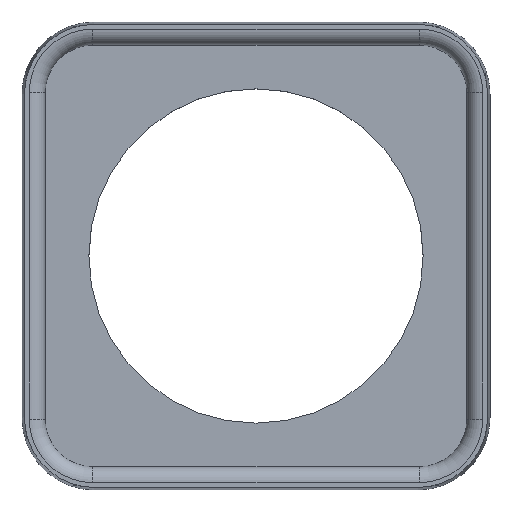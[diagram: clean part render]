
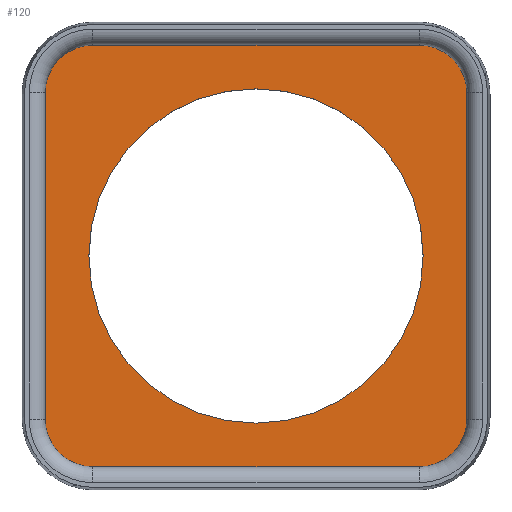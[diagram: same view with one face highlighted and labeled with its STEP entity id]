
A CAD part, top view. The second image highlights one B-rep face of the part: STEP entity #120.
In plain terms, the highlighted planar face has unit normal (0, 0, 1).
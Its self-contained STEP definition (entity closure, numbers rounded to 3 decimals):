
#120=ADVANCED_FACE('',(#150,#151),#144,.F.);
#144=PLANE('',#664);
#150=FACE_BOUND('',#177,.T.);
#151=FACE_BOUND('',#178,.T.);
#177=EDGE_LOOP('',(#337));
#178=EDGE_LOOP('',(#338,#339,#340,#341,#342,#343,#344,#345));
#219=CIRCLE('',#659,10.5);
#220=CIRCLE('',#660,3.);
#221=CIRCLE('',#661,3.);
#222=CIRCLE('',#662,3.);
#223=CIRCLE('',#663,3.);
#337=ORIENTED_EDGE('',*,*,#511,.T.);
#338=ORIENTED_EDGE('',*,*,#506,.T.);
#339=ORIENTED_EDGE('',*,*,#512,.T.);
#340=ORIENTED_EDGE('',*,*,#510,.F.);
#341=ORIENTED_EDGE('',*,*,#513,.T.);
#342=ORIENTED_EDGE('',*,*,#514,.F.);
#343=ORIENTED_EDGE('',*,*,#515,.T.);
#344=ORIENTED_EDGE('',*,*,#502,.T.);
#345=ORIENTED_EDGE('',*,*,#516,.T.);
#433=VERTEX_POINT('',#991);
#436=VERTEX_POINT('',#996);
#437=VERTEX_POINT('',#1000);
#440=VERTEX_POINT('',#1005);
#441=VERTEX_POINT('',#1009);
#444=VERTEX_POINT('',#1014);
#445=VERTEX_POINT('',#1018);
#446=VERTEX_POINT('',#1021);
#447=VERTEX_POINT('',#1023);
#502=EDGE_CURVE('',#433,#436,#559,.T.);
#506=EDGE_CURVE('',#437,#440,#563,.T.);
#510=EDGE_CURVE('',#444,#441,#567,.T.);
#511=EDGE_CURVE('',#445,#445,#219,.T.);
#512=EDGE_CURVE('',#440,#441,#220,.T.);
#513=EDGE_CURVE('',#444,#446,#221,.T.);
#514=EDGE_CURVE('',#447,#446,#568,.T.);
#515=EDGE_CURVE('',#447,#433,#222,.T.);
#516=EDGE_CURVE('',#436,#437,#223,.T.);
#559=LINE('',#997,#599);
#563=LINE('',#1006,#603);
#567=LINE('',#1015,#607);
#568=LINE('',#1022,#608);
#599=VECTOR('',#806,1.);
#603=VECTOR('',#812,1.);
#607=VECTOR('',#818,1.);
#608=VECTOR('',#827,1.);
#659=AXIS2_PLACEMENT_3D('',#1017,#821,#822);
#660=AXIS2_PLACEMENT_3D('',#1019,#823,#824);
#661=AXIS2_PLACEMENT_3D('',#1020,#825,#826);
#662=AXIS2_PLACEMENT_3D('',#1024,#828,#829);
#663=AXIS2_PLACEMENT_3D('',#1025,#830,#831);
#664=AXIS2_PLACEMENT_3D('',#1026,#832,#833);
#806=DIRECTION('',(0.,-1.,0.));
#812=DIRECTION('',(1.,0.,0.));
#818=DIRECTION('',(0.,-1.,0.));
#821=DIRECTION('',(0.,0.,-1.));
#822=DIRECTION('',(-1.,0.,0.));
#823=DIRECTION('',(0.,0.,1.));
#824=DIRECTION('',(-1.,0.,0.));
#825=DIRECTION('',(0.,0.,1.));
#826=DIRECTION('',(-1.,0.,0.));
#827=DIRECTION('',(1.,0.,0.));
#828=DIRECTION('',(0.,0.,1.));
#829=DIRECTION('',(-1.,0.,0.));
#830=DIRECTION('',(0.,0.,1.));
#831=DIRECTION('',(-1.,0.,0.));
#832=DIRECTION('',(0.,0.,-1.));
#833=DIRECTION('',(-1.,0.,0.));
#991=CARTESIAN_POINT('',(1.5,25.,1.5));
#996=CARTESIAN_POINT('',(1.5,4.5,1.5));
#997=CARTESIAN_POINT('',(1.5,28.,1.5));
#1000=CARTESIAN_POINT('',(4.5,1.5,1.5));
#1005=CARTESIAN_POINT('',(25.,1.5,1.5));
#1006=CARTESIAN_POINT('',(1.5,1.5,1.5));
#1009=CARTESIAN_POINT('',(28.,4.5,1.5));
#1014=CARTESIAN_POINT('',(28.,25.,1.5));
#1015=CARTESIAN_POINT('',(28.,28.,1.5));
#1017=CARTESIAN_POINT('',(14.75,14.75,1.5));
#1018=CARTESIAN_POINT('',(4.25,14.75,1.5));
#1019=CARTESIAN_POINT('',(25.,4.5,1.5));
#1020=CARTESIAN_POINT('',(25.,25.,1.5));
#1021=CARTESIAN_POINT('',(25.,28.,1.5));
#1022=CARTESIAN_POINT('',(1.5,28.,1.5));
#1023=CARTESIAN_POINT('',(4.5,28.,1.5));
#1024=CARTESIAN_POINT('',(4.5,25.,1.5));
#1025=CARTESIAN_POINT('',(4.5,4.5,1.5));
#1026=CARTESIAN_POINT('',(1.5,28.,1.5));
